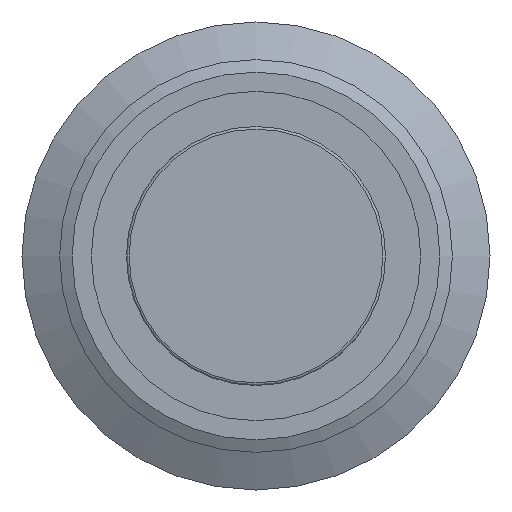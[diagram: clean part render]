
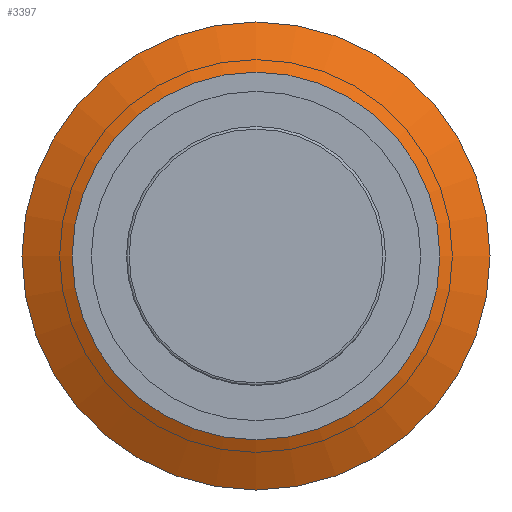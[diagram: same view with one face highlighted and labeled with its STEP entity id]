
A CAD part, front view. The second image highlights one B-rep face of the part: STEP entity #3397.
In plain terms, the highlighted conical face has half-angle 63.435 degrees and reference radius 12.5 mm.
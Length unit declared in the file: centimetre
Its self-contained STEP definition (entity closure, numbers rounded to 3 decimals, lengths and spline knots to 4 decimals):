
#21=CONICAL_SURFACE('',#3795,1.25,1.107);
#281=FACE_OUTER_BOUND('',#477,.T.);
#477=EDGE_LOOP('',(#3083,#3084,#3085,#3086));
#768=LINE('',#6052,#1051);
#1051=VECTOR('',#4847,1.25);
#1261=CIRCLE('',#3793,1.4);
#1263=CIRCLE('',#3796,1.1);
#1591=VERTEX_POINT('',#6044);
#1593=VERTEX_POINT('',#6050);
#2092=EDGE_CURVE('',#1591,#1591,#1261,.T.);
#2095=EDGE_CURVE('',#1593,#1593,#1263,.T.);
#2096=EDGE_CURVE('',#1593,#1591,#768,.T.);
#3083=ORIENTED_EDGE('',*,*,#2095,.F.);
#3084=ORIENTED_EDGE('',*,*,#2096,.T.);
#3085=ORIENTED_EDGE('',*,*,#2092,.T.);
#3086=ORIENTED_EDGE('',*,*,#2096,.F.);
#3397=ADVANCED_FACE('',(#281),#21,.T.);
#3793=AXIS2_PLACEMENT_3D('',#6045,#4838,#4839);
#3795=AXIS2_PLACEMENT_3D('',#6049,#4843,#4844);
#3796=AXIS2_PLACEMENT_3D('',#6051,#4845,#4846);
#4838=DIRECTION('center_axis',(0.,-1.,0.));
#4839=DIRECTION('ref_axis',(-1.,0.,0.));
#4843=DIRECTION('center_axis',(0.,1.,0.));
#4844=DIRECTION('ref_axis',(-1.,0.,0.));
#4845=DIRECTION('center_axis',(0.,-1.,0.));
#4846=DIRECTION('ref_axis',(-1.,0.,0.));
#4847=DIRECTION('',(0.894,0.447,0.));
#6044=CARTESIAN_POINT('',(1.4,-0.05,0.));
#6045=CARTESIAN_POINT('Origin',(0.,-0.05,0.));
#6049=CARTESIAN_POINT('Origin',(0.,-0.125,0.));
#6050=CARTESIAN_POINT('',(1.1,-0.2,0.));
#6051=CARTESIAN_POINT('Origin',(0.,-0.2,0.));
#6052=CARTESIAN_POINT('',(1.25,-0.125,0.));
